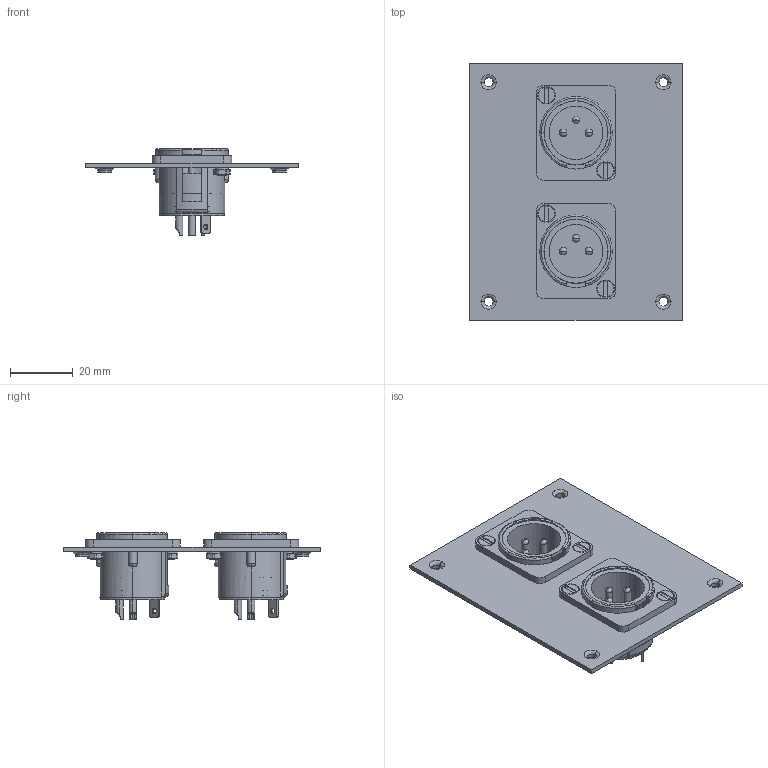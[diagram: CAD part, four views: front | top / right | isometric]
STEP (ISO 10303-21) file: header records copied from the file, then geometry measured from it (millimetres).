
FILE_DESCRIPTION (( 'STEP AP214' ), '1' );
FILE_NAME ('USP-2XLRM.STEP', '2007-12-03T16:00:57', ( ' ' ), ( ' ' ), 'SwSTEP 2.0', 'SolidWorks 2007', '' );
FILE_SCHEMA (( 'AUTOMOTIVE_DESIGN' ));
Length unit declared in the file: inch
Products named in the file (6): 3AA01-028_.250" long; 1AA13-046; 1AP07-004; 3AA02-015_4-40 SMALL PATTERN NUT; #4 lock washer; USP-2XLRM
Assembly tree (15 placements, depth 2):
  USP-2XLRM
    3AA02-015_4-40 SMALL PATTERN NUT  x4
    1AA13-046  x2
    #4 lock washer  x4
    1AP07-004
    3AA01-028_.250" long  x4
Bounding box: 68.07 x 82.04 x 27.71 mm (x, y, z)
Volume: 18152.6 mm3; surface area: 23497.2 mm2
Topology: 15 solids, 17 shells, 433 faces, 1064 edges, 682 vertices
Faces by surface type: cylinder 192, plane 147, torus 78, cone 16
Entity records: 7990 total; most frequent: CARTESIAN_POINT 1382, DIRECTION 1233, ORIENTED_EDGE 1042, AXIS2_PLACEMENT_3D 522, EDGE_CURVE 521, VERTEX_POINT 331, CIRCLE 292, EDGE_LOOP 258
